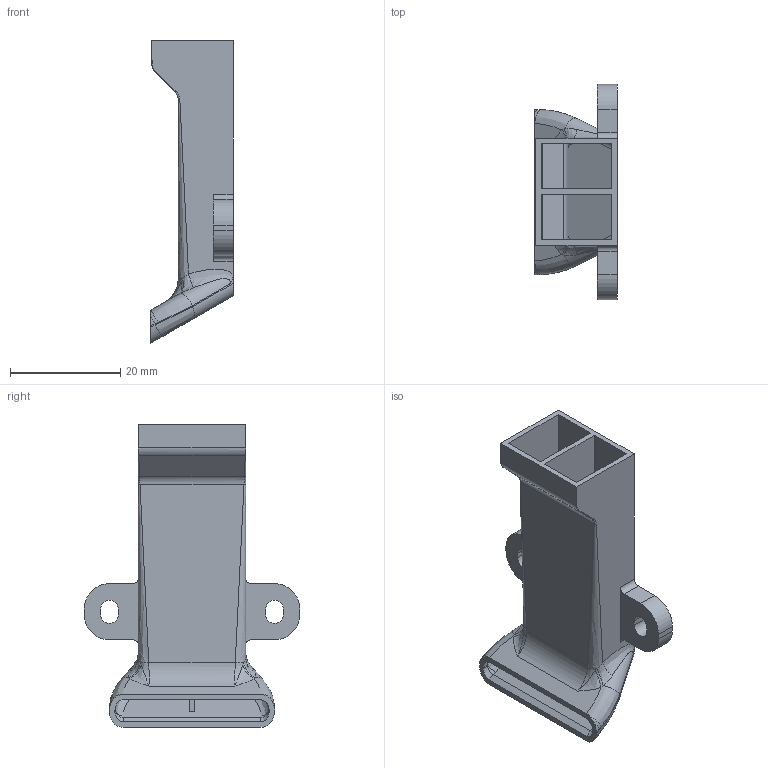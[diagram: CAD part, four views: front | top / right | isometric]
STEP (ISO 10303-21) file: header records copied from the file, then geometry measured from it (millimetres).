
FILE_DESCRIPTION(/* description */ (''),/* implementation_level */ '2;1');
FILE_NAME(/* name */ 'Duct v5.stp',/* time_stamp */ '2018-03-11T15:05:34-03:00',/* author */ ('bl'),/* organization */ (''),/* preprocessor_version */ 'ST-DEVELOPER v16.13',/* originating_system */ 'Autodesk Inventor 2018',/* authorisation */ '');
FILE_SCHEMA (('AUTOMOTIVE_DESIGN { 1 0 10303 214 3 1 1 }'));
Length unit declared in the file: millimetre
Products named in the file (1): Duct v5
Bounding box: 15 x 39.2 x 55 mm (x, y, z)
Volume: 4313.7 mm3; surface area: 8025.4 mm2
Topology: 1 solids, 1 shells, 140 faces, 369 edges, 224 vertices
Faces by surface type: bspline 60, plane 45, cylinder 35
Entity records: 6459 total; most frequent: CARTESIAN_POINT 3203, ORIENTED_EDGE 726, DIRECTION 589, EDGE_CURVE 363, VERTEX_POINT 224, AXIS2_PLACEMENT_3D 213, LINE 163, VECTOR 163
